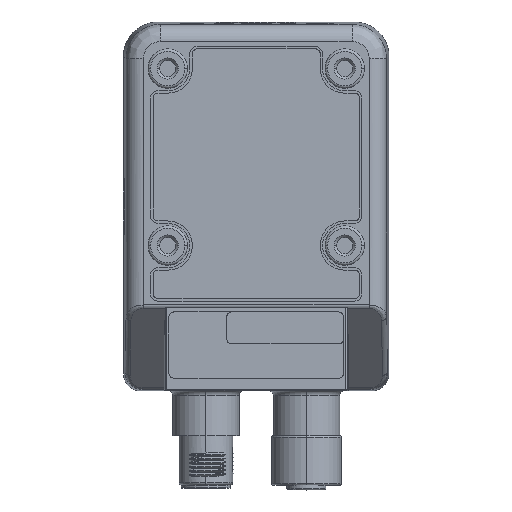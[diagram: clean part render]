
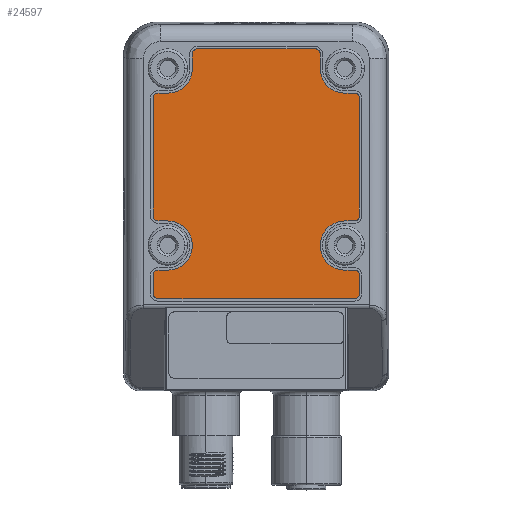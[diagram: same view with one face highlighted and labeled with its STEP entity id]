
A CAD part, top view. The second image highlights one B-rep face of the part: STEP entity #24597.
In plain terms, the highlighted planar face has unit normal (0, 0, 1).
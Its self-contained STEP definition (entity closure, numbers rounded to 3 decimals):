
#5865=CARTESIAN_POINT('',(-20.,-2.,32.7));
#5866=DIRECTION('',(0.,0.,1.));
#5867=DIRECTION('',(-1.,0.,0.));
#5868=AXIS2_PLACEMENT_3D('',#5865,#5866,#5867);
#5870=DIRECTION('',(0.,-1.,0.));
#5871=VECTOR('',#5870,24.);
#5872=CARTESIAN_POINT('',(-21.,22.,32.7));
#5873=LINE('',#5872,#5871);
#5874=CARTESIAN_POINT('',(-20.,22.,32.7));
#5875=DIRECTION('',(0.,0.,1.));
#5876=DIRECTION('',(0.,1.,0.));
#5877=AXIS2_PLACEMENT_3D('',#5874,#5875,#5876);
#5879=DIRECTION('',(-1.,0.,0.));
#5880=VECTOR('',#5879,2.);
#5881=CARTESIAN_POINT('',(-18.,23.,32.7));
#5882=LINE('',#5881,#5880);
#5883=CARTESIAN_POINT('',(-18.,28.,32.7));
#5884=DIRECTION('',(0.,0.,-1.));
#5885=DIRECTION('',(1.,0.,0.));
#5886=AXIS2_PLACEMENT_3D('',#5883,#5884,#5885);
#5888=DIRECTION('',(0.,-1.,0.));
#5889=VECTOR('',#5888,3.);
#5890=CARTESIAN_POINT('',(-13.,31.,32.7));
#5891=LINE('',#5890,#5889);
#5892=CARTESIAN_POINT('',(-12.,31.,32.7));
#5893=DIRECTION('',(0.,0.,1.));
#5894=DIRECTION('',(0.,1.,0.));
#5895=AXIS2_PLACEMENT_3D('',#5892,#5893,#5894);
#5897=DIRECTION('',(-1.,0.,0.));
#5898=VECTOR('',#5897,24.);
#5899=CARTESIAN_POINT('',(12.,32.,32.7));
#5900=LINE('',#5899,#5898);
#5901=CARTESIAN_POINT('',(12.,31.,32.7));
#5902=DIRECTION('',(0.,0.,1.));
#5903=DIRECTION('',(1.,0.,0.));
#5904=AXIS2_PLACEMENT_3D('',#5901,#5902,#5903);
#5906=DIRECTION('',(0.,1.,0.));
#5907=VECTOR('',#5906,3.);
#5908=CARTESIAN_POINT('',(13.,28.,32.7));
#5909=LINE('',#5908,#5907);
#5910=CARTESIAN_POINT('',(18.,28.,32.7));
#5911=DIRECTION('',(0.,0.,-1.));
#5912=DIRECTION('',(0.,-1.,0.));
#5913=AXIS2_PLACEMENT_3D('',#5910,#5911,#5912);
#5915=DIRECTION('',(-1.,0.,0.));
#5916=VECTOR('',#5915,2.);
#5917=CARTESIAN_POINT('',(20.,23.,32.7));
#5918=LINE('',#5917,#5916);
#5919=CARTESIAN_POINT('',(20.,22.,32.7));
#5920=DIRECTION('',(0.,0.,1.));
#5921=DIRECTION('',(1.,0.,0.));
#5922=AXIS2_PLACEMENT_3D('',#5919,#5920,#5921);
#5924=DIRECTION('',(0.,1.,0.));
#5925=VECTOR('',#5924,24.);
#5926=CARTESIAN_POINT('',(21.,-2.,32.7));
#5927=LINE('',#5926,#5925);
#5928=CARTESIAN_POINT('',(20.,-2.,32.7));
#5929=DIRECTION('',(0.,0.,1.));
#5930=DIRECTION('',(0.,-1.,0.));
#5931=AXIS2_PLACEMENT_3D('',#5928,#5929,#5930);
#5933=DIRECTION('',(1.,0.,0.));
#5934=VECTOR('',#5933,2.);
#5935=CARTESIAN_POINT('',(18.,-3.,32.7));
#5936=LINE('',#5935,#5934);
#5937=CARTESIAN_POINT('',(18.,-8.,32.7));
#5938=DIRECTION('',(0.,0.,-1.));
#5939=DIRECTION('',(0.,-1.,0.));
#5940=AXIS2_PLACEMENT_3D('',#5937,#5938,#5939);
#5942=DIRECTION('',(-1.,0.,0.));
#5943=VECTOR('',#5942,2.);
#5944=CARTESIAN_POINT('',(20.,-13.,32.7));
#5945=LINE('',#5944,#5943);
#5946=CARTESIAN_POINT('',(20.,-14.,32.7));
#5947=DIRECTION('',(0.,0.,1.));
#5948=DIRECTION('',(1.,0.,0.));
#5949=AXIS2_PLACEMENT_3D('',#5946,#5947,#5948);
#5951=DIRECTION('',(0.,1.,0.));
#5952=VECTOR('',#5951,3.8);
#5953=CARTESIAN_POINT('',(21.,-17.8,32.7));
#5954=LINE('',#5953,#5952);
#5955=CARTESIAN_POINT('',(20.,-17.8,32.7));
#5956=DIRECTION('',(0.,0.,1.));
#5957=DIRECTION('',(0.,-1.,0.));
#5958=AXIS2_PLACEMENT_3D('',#5955,#5956,#5957);
#5960=DIRECTION('',(1.,0.,0.));
#5961=VECTOR('',#5960,40.);
#5962=CARTESIAN_POINT('',(-20.,-18.8,32.7));
#5963=LINE('',#5962,#5961);
#5964=CARTESIAN_POINT('',(-20.,-17.8,32.7));
#5965=DIRECTION('',(0.,0.,1.));
#5966=DIRECTION('',(-1.,0.,0.));
#5967=AXIS2_PLACEMENT_3D('',#5964,#5965,#5966);
#5969=DIRECTION('',(0.,-1.,0.));
#5970=VECTOR('',#5969,3.8);
#5971=CARTESIAN_POINT('',(-21.,-14.,32.7));
#5972=LINE('',#5971,#5970);
#5973=CARTESIAN_POINT('',(-20.,-14.,32.7));
#5974=DIRECTION('',(0.,0.,1.));
#5975=DIRECTION('',(0.,1.,0.));
#5976=AXIS2_PLACEMENT_3D('',#5973,#5974,#5975);
#5978=DIRECTION('',(-1.,0.,0.));
#5979=VECTOR('',#5978,2.);
#5980=CARTESIAN_POINT('',(-18.,-13.,32.7));
#5981=LINE('',#5980,#5979);
#5982=CARTESIAN_POINT('',(-18.,-8.,32.7));
#5983=DIRECTION('',(0.,0.,-1.));
#5984=DIRECTION('',(0.,1.,0.));
#5985=AXIS2_PLACEMENT_3D('',#5982,#5983,#5984);
#5987=DIRECTION('',(1.,0.,0.));
#5988=VECTOR('',#5987,2.);
#5989=CARTESIAN_POINT('',(-20.,-3.,32.7));
#5990=LINE('',#5989,#5988);
#15507=CARTESIAN_POINT('',(-21.,-2.,32.7));
#15508=CARTESIAN_POINT('',(-20.,-3.,32.7));
#15509=VERTEX_POINT('',#15507);
#15510=VERTEX_POINT('',#15508);
#15511=CARTESIAN_POINT('',(-18.,-3.,32.7));
#15512=VERTEX_POINT('',#15511);
#15513=CARTESIAN_POINT('',(-18.,-13.,32.7));
#15514=VERTEX_POINT('',#15513);
#15515=CARTESIAN_POINT('',(-20.,-13.,32.7));
#15516=VERTEX_POINT('',#15515);
#15517=CARTESIAN_POINT('',(-21.,-14.,32.7));
#15518=VERTEX_POINT('',#15517);
#15519=CARTESIAN_POINT('',(-21.,-17.8,32.7));
#15520=VERTEX_POINT('',#15519);
#15521=CARTESIAN_POINT('',(-20.,-18.8,32.7));
#15522=VERTEX_POINT('',#15521);
#15523=CARTESIAN_POINT('',(20.,-18.8,32.7));
#15524=VERTEX_POINT('',#15523);
#15525=CARTESIAN_POINT('',(21.,-17.8,32.7));
#15526=VERTEX_POINT('',#15525);
#15527=CARTESIAN_POINT('',(21.,-14.,32.7));
#15528=VERTEX_POINT('',#15527);
#15529=CARTESIAN_POINT('',(20.,-13.,32.7));
#15530=VERTEX_POINT('',#15529);
#15531=CARTESIAN_POINT('',(18.,-13.,32.7));
#15532=VERTEX_POINT('',#15531);
#15533=CARTESIAN_POINT('',(18.,-3.,32.7));
#15534=VERTEX_POINT('',#15533);
#15535=CARTESIAN_POINT('',(20.,-3.,32.7));
#15536=VERTEX_POINT('',#15535);
#15537=CARTESIAN_POINT('',(21.,-2.,32.7));
#15538=VERTEX_POINT('',#15537);
#15539=CARTESIAN_POINT('',(21.,22.,32.7));
#15540=VERTEX_POINT('',#15539);
#15541=CARTESIAN_POINT('',(20.,23.,32.7));
#15542=VERTEX_POINT('',#15541);
#15543=CARTESIAN_POINT('',(18.,23.,32.7));
#15544=VERTEX_POINT('',#15543);
#15545=CARTESIAN_POINT('',(13.,28.,32.7));
#15546=VERTEX_POINT('',#15545);
#15547=CARTESIAN_POINT('',(13.,31.,32.7));
#15548=VERTEX_POINT('',#15547);
#15549=CARTESIAN_POINT('',(12.,32.,32.7));
#15550=VERTEX_POINT('',#15549);
#15551=CARTESIAN_POINT('',(-12.,32.,32.7));
#15552=VERTEX_POINT('',#15551);
#15553=CARTESIAN_POINT('',(-13.,31.,32.7));
#15554=VERTEX_POINT('',#15553);
#15555=CARTESIAN_POINT('',(-13.,28.,32.7));
#15556=VERTEX_POINT('',#15555);
#15557=CARTESIAN_POINT('',(-18.,23.,32.7));
#15558=VERTEX_POINT('',#15557);
#15559=CARTESIAN_POINT('',(-20.,23.,32.7));
#15560=VERTEX_POINT('',#15559);
#15561=CARTESIAN_POINT('',(-21.,22.,32.7));
#15562=VERTEX_POINT('',#15561);
#24562=CARTESIAN_POINT('',(0.,0.,32.7));
#24563=DIRECTION('',(0.,0.,1.));
#24564=DIRECTION('',(1.,0.,0.));
#24565=AXIS2_PLACEMENT_3D('',#24562,#24563,#24564);
#24566=PLANE('',#24565);
#24567=ORIENTED_EDGE('',*,*,#24178,.F.);
#24568=ORIENTED_EDGE('',*,*,#24193,.F.);
#24569=ORIENTED_EDGE('',*,*,#24207,.F.);
#24570=ORIENTED_EDGE('',*,*,#24221,.F.);
#24571=ORIENTED_EDGE('',*,*,#24235,.F.);
#24572=ORIENTED_EDGE('',*,*,#24249,.F.);
#24573=ORIENTED_EDGE('',*,*,#24263,.F.);
#24574=ORIENTED_EDGE('',*,*,#24277,.F.);
#24575=ORIENTED_EDGE('',*,*,#24291,.F.);
#24576=ORIENTED_EDGE('',*,*,#24305,.F.);
#24577=ORIENTED_EDGE('',*,*,#24319,.F.);
#24578=ORIENTED_EDGE('',*,*,#24333,.F.);
#24579=ORIENTED_EDGE('',*,*,#24347,.F.);
#24580=ORIENTED_EDGE('',*,*,#24361,.F.);
#24581=ORIENTED_EDGE('',*,*,#24375,.F.);
#24582=ORIENTED_EDGE('',*,*,#24389,.F.);
#24583=ORIENTED_EDGE('',*,*,#24403,.F.);
#24584=ORIENTED_EDGE('',*,*,#24417,.F.);
#24585=ORIENTED_EDGE('',*,*,#24431,.F.);
#24586=ORIENTED_EDGE('',*,*,#24445,.F.);
#24587=ORIENTED_EDGE('',*,*,#24459,.F.);
#24588=ORIENTED_EDGE('',*,*,#24473,.F.);
#24589=ORIENTED_EDGE('',*,*,#24487,.F.);
#24590=ORIENTED_EDGE('',*,*,#24501,.F.);
#24591=ORIENTED_EDGE('',*,*,#24515,.F.);
#24592=ORIENTED_EDGE('',*,*,#24529,.F.);
#24593=ORIENTED_EDGE('',*,*,#24543,.F.);
#24594=ORIENTED_EDGE('',*,*,#24556,.F.);
#24595=EDGE_LOOP('',(#24567,#24568,#24569,#24570,#24571,#24572,#24573,#24574,
#24575,#24576,#24577,#24578,#24579,#24580,#24581,#24582,#24583,#24584,#24585,
#24586,#24587,#24588,#24589,#24590,#24591,#24592,#24593,#24594));
#24596=FACE_OUTER_BOUND('',#24595,.F.);
#24597=ADVANCED_FACE('',(#24596),#24566,.T.);
#5869=CIRCLE('',#5868,1.);
#5878=CIRCLE('',#5877,1.);
#5887=CIRCLE('',#5886,5.);
#5896=CIRCLE('',#5895,1.);
#5905=CIRCLE('',#5904,1.);
#5914=CIRCLE('',#5913,5.);
#5923=CIRCLE('',#5922,1.);
#5932=CIRCLE('',#5931,1.);
#5941=CIRCLE('',#5940,5.);
#5950=CIRCLE('',#5949,1.);
#5959=CIRCLE('',#5958,1.);
#5968=CIRCLE('',#5967,1.);
#5977=CIRCLE('',#5976,1.);
#5986=CIRCLE('',#5985,5.);
#24178=EDGE_CURVE('',#15509,#15510,#5869,.T.);
#24193=EDGE_CURVE('',#15562,#15509,#5873,.T.);
#24207=EDGE_CURVE('',#15560,#15562,#5878,.T.);
#24221=EDGE_CURVE('',#15558,#15560,#5882,.T.);
#24235=EDGE_CURVE('',#15556,#15558,#5887,.T.);
#24249=EDGE_CURVE('',#15554,#15556,#5891,.T.);
#24263=EDGE_CURVE('',#15552,#15554,#5896,.T.);
#24277=EDGE_CURVE('',#15550,#15552,#5900,.T.);
#24291=EDGE_CURVE('',#15548,#15550,#5905,.T.);
#24305=EDGE_CURVE('',#15546,#15548,#5909,.T.);
#24319=EDGE_CURVE('',#15544,#15546,#5914,.T.);
#24333=EDGE_CURVE('',#15542,#15544,#5918,.T.);
#24347=EDGE_CURVE('',#15540,#15542,#5923,.T.);
#24361=EDGE_CURVE('',#15538,#15540,#5927,.T.);
#24375=EDGE_CURVE('',#15536,#15538,#5932,.T.);
#24389=EDGE_CURVE('',#15534,#15536,#5936,.T.);
#24403=EDGE_CURVE('',#15532,#15534,#5941,.T.);
#24417=EDGE_CURVE('',#15530,#15532,#5945,.T.);
#24431=EDGE_CURVE('',#15528,#15530,#5950,.T.);
#24445=EDGE_CURVE('',#15526,#15528,#5954,.T.);
#24459=EDGE_CURVE('',#15524,#15526,#5959,.T.);
#24473=EDGE_CURVE('',#15522,#15524,#5963,.T.);
#24487=EDGE_CURVE('',#15520,#15522,#5968,.T.);
#24501=EDGE_CURVE('',#15518,#15520,#5972,.T.);
#24515=EDGE_CURVE('',#15516,#15518,#5977,.T.);
#24529=EDGE_CURVE('',#15514,#15516,#5981,.T.);
#24543=EDGE_CURVE('',#15512,#15514,#5986,.T.);
#24556=EDGE_CURVE('',#15510,#15512,#5990,.T.);
